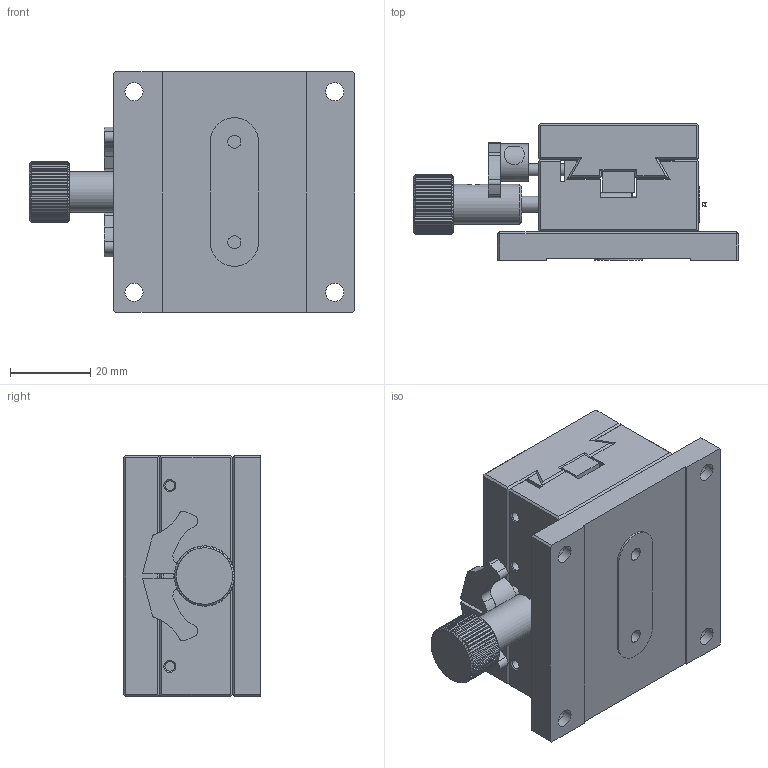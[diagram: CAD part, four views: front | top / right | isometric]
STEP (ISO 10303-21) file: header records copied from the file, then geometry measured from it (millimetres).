
FILE_DESCRIPTION (( 'STEP AP203' ), '1' );
FILE_NAME ('528724.STEP', '2024-10-14T08:05:09', ( 'Windows User' ), ( 'P R C' ), 'SwSTEP 2.0', 'SolidWorks 2020', '' );
FILE_SCHEMA (( 'CONFIG_CONTROL_DESIGN' ));
Length unit declared in the file: millimetre
Products named in the file (1): 528724
Bounding box: 81.1 x 34 x 60 mm (x, y, z)
Volume: 87084.6 mm3; surface area: 35420 mm2
Topology: 6 solids, 7 shells, 539 faces, 1228 edges, 735 vertices
Faces by surface type: plane 268, cone 143, cylinder 125, torus 2, bspline 1
Full cylindrical faces by diameter (mm): 2.013 x2, 2.459 x6, 2.5 x1, 2.6 x1, 2.8 x2, 3 x1, 3.242 x8, 3.3 x1, 4 x3, 4.2 x2, 4.5 x4, 5 x2, 5.83 x1, 6 x2, 6.5 x1, 7 x1, 8 x7, 9 x1, 9.2 x1, 10 x1
Entity records: 14698 total; most frequent: CARTESIAN_POINT 3195, DIRECTION 2360, ORIENTED_EDGE 2232, EDGE_CURVE 1116, AXIS2_PLACEMENT_3D 931, VERTEX_POINT 708, EDGE_LOOP 688, FACE_OUTER_BOUND 586
